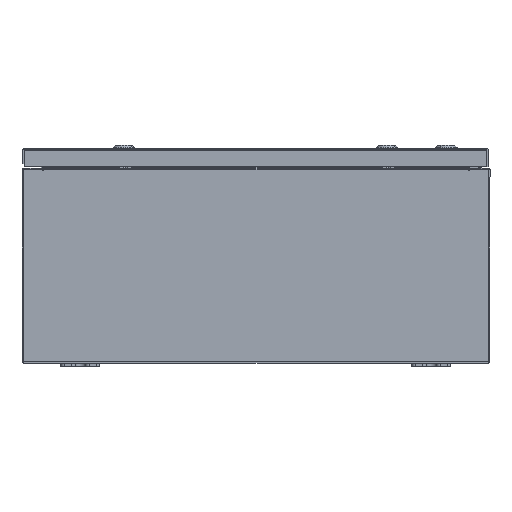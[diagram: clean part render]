
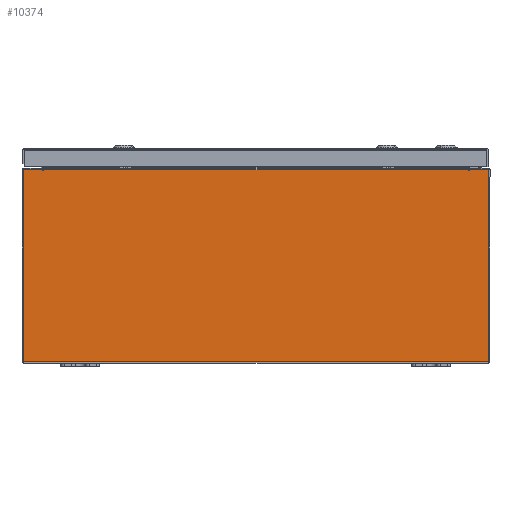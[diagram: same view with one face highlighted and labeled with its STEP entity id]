
A CAD part, front view. The second image highlights one B-rep face of the part: STEP entity #10374.
In plain terms, the highlighted face is planar.
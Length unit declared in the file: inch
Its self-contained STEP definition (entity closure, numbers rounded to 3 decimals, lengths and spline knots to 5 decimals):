
#232 = ORIENTED_EDGE ( 'NONE', *, *, #13158, .T. ) ;
#398 = EDGE_CURVE ( 'NONE', #26947, #4641, #14838, .T. ) ;
#839 = ORIENTED_EDGE ( 'NONE', *, *, #19114, .F. ) ;
#1684 = CARTESIAN_POINT ( 'NONE',  ( -11.9253, 0., -4.9253 ) ) ;
#1766 = VERTEX_POINT ( 'NONE', #42479 ) ;
#4641 = VERTEX_POINT ( 'NONE', #22545 ) ;
#5487 = FACE_OUTER_BOUND ( 'NONE', #51700, .T. ) ;
#5491 = ORIENTED_EDGE ( 'NONE', *, *, #41658, .T. ) ;
#6656 = DIRECTION ( 'NONE',  ( 0., 0., -1. ) ) ;
#7214 = ORIENTED_EDGE ( 'NONE', *, *, #58521, .F. ) ;
#8067 = LINE ( 'NONE', #58267, #58765 ) ;
#8512 = VECTOR ( 'NONE', #50574, 39.37008 ) ;
#8532 = CARTESIAN_POINT ( 'NONE',  ( 10.92455, 0., 4.9253 ) ) ;
#10324 = LINE ( 'NONE', #52548, #23414 ) ;
#10374 = ADVANCED_FACE ( 'NONE', ( #5487 ), #28534, .F. ) ;
#10576 = CARTESIAN_POINT ( 'NONE',  ( -10.92455, 0., 4.9253 ) ) ;
#11522 = DIRECTION ( 'NONE',  ( 1., 0., 0. ) ) ;
#12042 = ORIENTED_EDGE ( 'NONE', *, *, #17315, .F. ) ;
#12362 = VECTOR ( 'NONE', #11522, 39.37008 ) ;
#13007 = VERTEX_POINT ( 'NONE', #43465 ) ;
#13158 = EDGE_CURVE ( 'NONE', #4641, #56220, #13862, .T. ) ;
#13862 = LINE ( 'NONE', #15145, #51556 ) ;
#14433 = ORIENTED_EDGE ( 'NONE', *, *, #18655, .F. ) ;
#14738 = CARTESIAN_POINT ( 'NONE',  ( 10.8872, 0., 0. ) ) ;
#14838 = LINE ( 'NONE', #27563, #41056 ) ;
#14999 = VECTOR ( 'NONE', #6656, 39.37008 ) ;
#15145 = CARTESIAN_POINT ( 'NONE',  ( -11.9253, 0., 4.9253 ) ) ;
#16169 = CARTESIAN_POINT ( 'NONE',  ( -11.9253, 0., 4.9253 ) ) ;
#17315 = EDGE_CURVE ( 'NONE', #55837, #38048, #27510, .T. ) ;
#18176 = ORIENTED_EDGE ( 'NONE', *, *, #23647, .F. ) ;
#18655 = EDGE_CURVE ( 'NONE', #13007, #61697, #60347, .T. ) ;
#18787 = DIRECTION ( 'NONE',  ( 0., 0., -1. ) ) ;
#19114 = EDGE_CURVE ( 'NONE', #60506, #1766, #21976, .T. ) ;
#19710 = DIRECTION ( 'NONE',  ( 0., 0., 1. ) ) ;
#20947 = AXIS2_PLACEMENT_3D ( 'NONE', #55196, #25820, #60080 ) ;
#21030 = EDGE_CURVE ( 'NONE', #61697, #56220, #10324, .T. ) ;
#21219 = CARTESIAN_POINT ( 'NONE',  ( 11.9253, 0., 4.9253 ) ) ;
#21976 = LINE ( 'NONE', #14738, #59586 ) ;
#22545 = CARTESIAN_POINT ( 'NONE',  ( -11.9253, 0., 4.9253 ) ) ;
#23217 = CARTESIAN_POINT ( 'NONE',  ( 10.90588, 0., 4.87495 ) ) ;
#23394 = ORIENTED_EDGE ( 'NONE', *, *, #21030, .F. ) ;
#23414 = VECTOR ( 'NONE', #28099, 39.37008 ) ;
#23647 = EDGE_CURVE ( 'NONE', #38048, #60506, #25130, .T. ) ;
#23793 = CARTESIAN_POINT ( 'NONE',  ( 0., 0., 0. ) ) ;
#24959 = ORIENTED_EDGE ( 'NONE', *, *, #48704, .T. ) ;
#25064 = LINE ( 'NONE', #45991, #14999 ) ;
#25130 = CIRCLE ( 'NONE', #30546, 0.01867 ) ;
#25194 = EDGE_CURVE ( 'NONE', #48765, #26947, #8067, .T. ) ;
#25820 = DIRECTION ( 'NONE',  ( 0., 1., 0. ) ) ;
#25956 = DIRECTION ( 'NONE',  ( 1., 0., 0. ) ) ;
#26417 = CARTESIAN_POINT ( 'NONE',  ( 11.9253, 0., -4.9253 ) ) ;
#26947 = VERTEX_POINT ( 'NONE', #1684 ) ;
#27510 = LINE ( 'NONE', #62899, #53571 ) ;
#27563 = CARTESIAN_POINT ( 'NONE',  ( -11.9253, 0., 4.9253 ) ) ;
#28099 = DIRECTION ( 'NONE',  ( 0., 0., 1. ) ) ;
#28185 = DIRECTION ( 'NONE',  ( 0., 0., -1. ) ) ;
#28534 = PLANE ( 'NONE',  #46997 ) ;
#28689 = ORIENTED_EDGE ( 'NONE', *, *, #32167, .T. ) ;
#28749 = DIRECTION ( 'NONE',  ( 0., -1., 0. ) ) ;
#28857 = LINE ( 'NONE', #55947, #40411 ) ;
#30180 = ORIENTED_EDGE ( 'NONE', *, *, #25194, .T. ) ;
#30546 = AXIS2_PLACEMENT_3D ( 'NONE', #23217, #57545, #28185 ) ;
#32167 = EDGE_CURVE ( 'NONE', #55837, #43177, #57679, .T. ) ;
#35266 = CARTESIAN_POINT ( 'NONE',  ( -10.92455, 0., 4.87495 ) ) ;
#36239 = DIRECTION ( 'NONE',  ( 0., 0., -1. ) ) ;
#36387 = CARTESIAN_POINT ( 'NONE',  ( -10.8872, 0., 4.9123 ) ) ;
#37592 = VERTEX_POINT ( 'NONE', #36387 ) ;
#38048 = VERTEX_POINT ( 'NONE', #46939 ) ;
#40411 = VECTOR ( 'NONE', #36239, 39.37008 ) ;
#41039 = CARTESIAN_POINT ( 'NONE',  ( -10.8872, 0., 4.9123 ) ) ;
#41056 = VECTOR ( 'NONE', #49848, 39.37008 ) ;
#41658 = EDGE_CURVE ( 'NONE', #43177, #48765, #25064, .T. ) ;
#42479 = CARTESIAN_POINT ( 'NONE',  ( 10.8872, 0., 4.9123 ) ) ;
#43177 = VERTEX_POINT ( 'NONE', #21219 ) ;
#43465 = CARTESIAN_POINT ( 'NONE',  ( -10.8872, 0., 4.87495 ) ) ;
#43754 = DIRECTION ( 'NONE',  ( -1., 0., 0. ) ) ;
#44797 = CARTESIAN_POINT ( 'NONE',  ( 10.8872, 0., 4.87495 ) ) ;
#45991 = CARTESIAN_POINT ( 'NONE',  ( 11.9253, 0., 4.9253 ) ) ;
#46939 = CARTESIAN_POINT ( 'NONE',  ( 10.92455, 0., 4.87495 ) ) ;
#46997 = AXIS2_PLACEMENT_3D ( 'NONE', #23793, #28749, #62941 ) ;
#48538 = LINE ( 'NONE', #41039, #12362 ) ;
#48704 = EDGE_CURVE ( 'NONE', #37592, #1766, #48538, .T. ) ;
#48765 = VERTEX_POINT ( 'NONE', #26417 ) ;
#49739 = ORIENTED_EDGE ( 'NONE', *, *, #398, .T. ) ;
#49848 = DIRECTION ( 'NONE',  ( 0., 0., 1. ) ) ;
#50574 = DIRECTION ( 'NONE',  ( 1., 0., 0. ) ) ;
#51556 = VECTOR ( 'NONE', #25956, 39.37008 ) ;
#51700 = EDGE_LOOP ( 'NONE', ( #23394, #14433, #7214, #24959, #839, #18176, #12042, #28689, #5491, #30180, #49739, #232 ) ) ;
#52548 = CARTESIAN_POINT ( 'NONE',  ( -10.92455, 0., 0. ) ) ;
#53571 = VECTOR ( 'NONE', #18787, 39.37008 ) ;
#55196 = CARTESIAN_POINT ( 'NONE',  ( -10.90588, 0., 4.87495 ) ) ;
#55837 = VERTEX_POINT ( 'NONE', #8532 ) ;
#55947 = CARTESIAN_POINT ( 'NONE',  ( -10.8872, 0., 0. ) ) ;
#56220 = VERTEX_POINT ( 'NONE', #10576 ) ;
#57545 = DIRECTION ( 'NONE',  ( 0., 1., 0. ) ) ;
#57679 = LINE ( 'NONE', #16169, #8512 ) ;
#58267 = CARTESIAN_POINT ( 'NONE',  ( -11.9253, 0., -4.9253 ) ) ;
#58521 = EDGE_CURVE ( 'NONE', #37592, #13007, #28857, .T. ) ;
#58765 = VECTOR ( 'NONE', #43754, 39.37008 ) ;
#59586 = VECTOR ( 'NONE', #19710, 39.37008 ) ;
#60080 = DIRECTION ( 'NONE',  ( 0., 0., -1. ) ) ;
#60347 = CIRCLE ( 'NONE', #20947, 0.01867 ) ;
#60506 = VERTEX_POINT ( 'NONE', #44797 ) ;
#61697 = VERTEX_POINT ( 'NONE', #35266 ) ;
#62899 = CARTESIAN_POINT ( 'NONE',  ( 10.92455, 0., 0. ) ) ;
#62941 = DIRECTION ( 'NONE',  ( 0., 0., -1. ) ) ;
